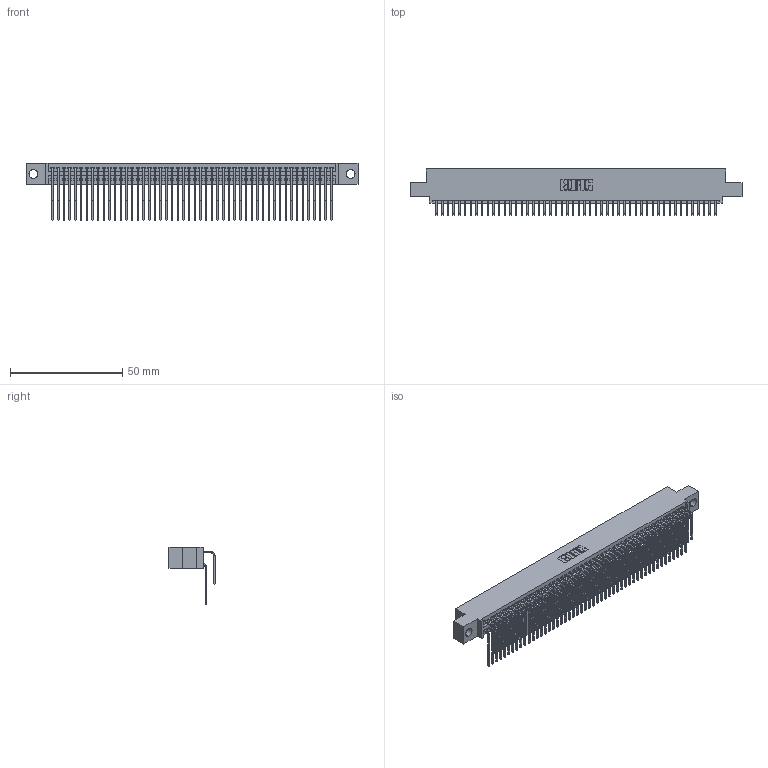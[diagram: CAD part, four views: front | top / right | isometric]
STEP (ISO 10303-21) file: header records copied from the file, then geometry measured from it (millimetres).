
FILE_DESCRIPTION (( 'STEP AP203' ), '1' );
FILE_NAME ('395-100-559-504.STEP', '2021-06-17T15:19:12', ( '' ), ( '' ), 'SwSTEP 2.0', 'SolidWorks 2020', '' );
FILE_SCHEMA (( 'CONFIG_CONTROL_DESIGN' ));
Length unit declared in the file: inch
Products named in the file (4): 345-292-001_559 Tail - 2; 395-100-559-504; 345 Part_0.110 Offset - 0.156 Dia-TI; 345-292-001_558 559 Tail - 1
Assembly tree (101 placements, depth 2):
  395-100-559-504
    345 Part_0.110 Offset - 0.156 Dia-TI
    345-292-001_558 559 Tail - 1  x50
    345-292-001_559 Tail - 2  x50
Bounding box: 148.21 x 20.56 x 25.53 mm (x, y, z)
Volume: 14869 mm3; surface area: 24790.9 mm2
Topology: 101 solids, 101 shells, 5344 faces, 15889 edges, 10458 vertices
Faces by surface type: plane 3598, cylinder 1746
Entity records: 40357 total; most frequent: CARTESIAN_POINT 6809, ORIENTED_EDGE 6690, DIRECTION 5965, EDGE_CURVE 3345, LINE 2973, VECTOR 2973, VERTEX_POINT 2226, AXIS2_PLACEMENT_3D 1496
